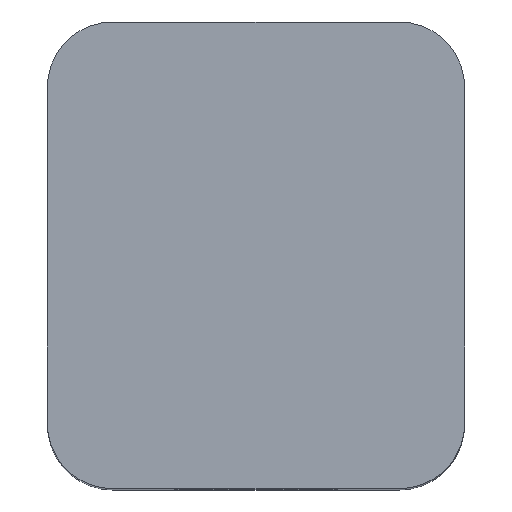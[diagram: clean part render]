
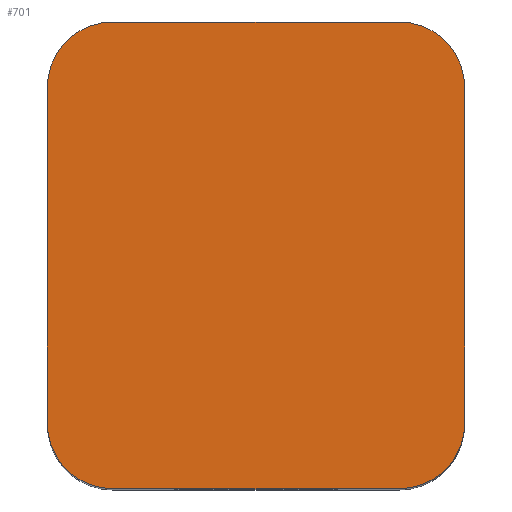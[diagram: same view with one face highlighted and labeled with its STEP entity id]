
A CAD part, top view. The second image highlights one B-rep face of the part: STEP entity #701.
In plain terms, the highlighted planar face has unit normal (0, 0, 1).
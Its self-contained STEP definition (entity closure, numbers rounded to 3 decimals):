
#45=CIRCLE($,#762,8.);
#46=CIRCLE($,#763,8.);
#47=CIRCLE($,#764,8.);
#48=CIRCLE($,#765,8.);
#90=FACE_OUTER_BOUND($,#124,.T.);
#124=EDGE_LOOP($,(#563,#564,#565,#566,#567,#568,#569,#570));
#195=LINE($,#1138,#267);
#196=LINE($,#1142,#268);
#197=LINE($,#1146,#269);
#198=LINE($,#1150,#270);
#267=VECTOR($,#925,35.);
#268=VECTOR($,#928,41.);
#269=VECTOR($,#931,35.);
#270=VECTOR($,#934,41.);
#339=VERTEX_POINT($,#1136);
#340=VERTEX_POINT($,#1137);
#341=VERTEX_POINT($,#1139);
#342=VERTEX_POINT($,#1141);
#343=VERTEX_POINT($,#1143);
#344=VERTEX_POINT($,#1145);
#345=VERTEX_POINT($,#1147);
#346=VERTEX_POINT($,#1149);
#427=EDGE_CURVE($,#339,#340,#195,.T.);
#428=EDGE_CURVE($,#340,#341,#45,.T.);
#429=EDGE_CURVE($,#341,#342,#196,.T.);
#430=EDGE_CURVE($,#342,#343,#46,.T.);
#431=EDGE_CURVE($,#343,#344,#197,.T.);
#432=EDGE_CURVE($,#344,#345,#47,.T.);
#433=EDGE_CURVE($,#345,#346,#198,.T.);
#434=EDGE_CURVE($,#346,#339,#48,.T.);
#563=ORIENTED_EDGE($,*,*,#427,.T.);
#564=ORIENTED_EDGE($,*,*,#428,.T.);
#565=ORIENTED_EDGE($,*,*,#429,.T.);
#566=ORIENTED_EDGE($,*,*,#430,.T.);
#567=ORIENTED_EDGE($,*,*,#431,.T.);
#568=ORIENTED_EDGE($,*,*,#432,.T.);
#569=ORIENTED_EDGE($,*,*,#433,.T.);
#570=ORIENTED_EDGE($,*,*,#434,.T.);
#668=PLANE($,#761);
#701=ADVANCED_FACE($,(#90),#668,.T.);
#761=AXIS2_PLACEMENT_3D($,#1135,#923,#924);
#762=AXIS2_PLACEMENT_3D($,#1140,#926,#927);
#763=AXIS2_PLACEMENT_3D($,#1144,#929,#930);
#764=AXIS2_PLACEMENT_3D($,#1148,#932,#933);
#765=AXIS2_PLACEMENT_3D($,#1151,#935,#936);
#923=DIRECTION('center_axis',(0.,0.,1.));
#924=DIRECTION('ref_axis',(1.,0.,0.));
#925=DIRECTION($,(-1.,0.,0.));
#926=DIRECTION('center_axis',(0.,0.,1.));
#927=DIRECTION('ref_axis',(0.,1.,0.));
#928=DIRECTION($,(0.,-1.,0.));
#929=DIRECTION('center_axis',(0.,0.,1.));
#930=DIRECTION('ref_axis',(-1.,0.,0.));
#931=DIRECTION($,(1.,0.,0.));
#932=DIRECTION('center_axis',(0.,0.,1.));
#933=DIRECTION('ref_axis',(0.,-1.,0.));
#934=DIRECTION($,(0.,1.,0.));
#935=DIRECTION('center_axis',(0.,0.,1.));
#936=DIRECTION('ref_axis',(1.,0.,0.));
#1135=CARTESIAN_POINT('Origin',(1.361,1.236,95.));
#1136=CARTESIAN_POINT('',(18.861,29.736,95.));
#1137=CARTESIAN_POINT('',(-16.139,29.736,95.));
#1138=CARTESIAN_POINT($,(18.861,29.736,95.));
#1139=CARTESIAN_POINT('',(-24.139,21.736,95.));
#1140=CARTESIAN_POINT('Origin',(-16.139,21.736,95.));
#1141=CARTESIAN_POINT('',(-24.139,-19.264,95.));
#1142=CARTESIAN_POINT($,(-24.139,21.736,95.));
#1143=CARTESIAN_POINT('',(-16.139,-27.264,95.));
#1144=CARTESIAN_POINT('Origin',(-16.139,-19.264,95.));
#1145=CARTESIAN_POINT('',(18.861,-27.264,95.));
#1146=CARTESIAN_POINT($,(-16.139,-27.264,95.));
#1147=CARTESIAN_POINT('',(26.861,-19.264,95.));
#1148=CARTESIAN_POINT('Origin',(18.861,-19.264,95.));
#1149=CARTESIAN_POINT('',(26.861,21.736,95.));
#1150=CARTESIAN_POINT($,(26.861,-19.264,95.));
#1151=CARTESIAN_POINT('Origin',(18.861,21.736,95.));
